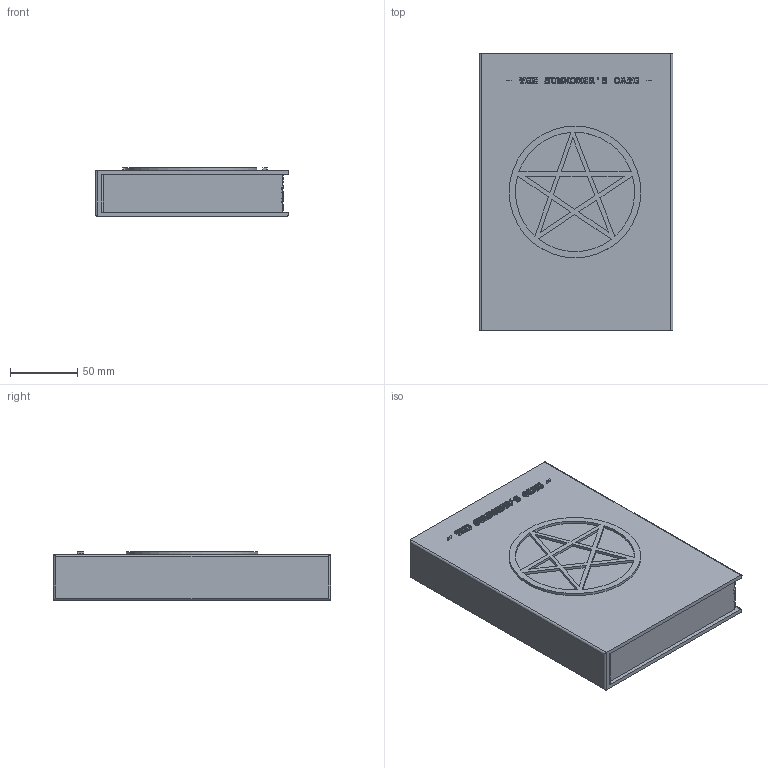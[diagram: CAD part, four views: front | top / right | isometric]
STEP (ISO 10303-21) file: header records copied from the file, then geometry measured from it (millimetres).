
FILE_DESCRIPTION(/* description */ ('STEP AP242','CAx-IF Rec.Pracs.---Representation and Presentation of Product Manufacturing Information (PMI)---4.0---2014-10-13','CAx-IF Rec.Pracs.---3D Tessellated Geometry---0.4---2014-09-14','2;1'),/* implementation_level */ '2;1');
FILE_NAME(/* name */ '68ea1b93e4bcf3f543d72c4c',/* time_stamp */ '2025-10-11T08:55:49Z',/* author */ (''),/* organization */ (''),/* preprocessor_version */ 'ST-DEVELOPER v20',/* originating_system */ 'ONSHAPE BY PTC INC, 1.205',/* authorisation */ ' ');
FILE_SCHEMA (('AP242_MANAGED_MODEL_BASED_3D_ENGINEERING_MIM_LF { 1 0 10303 442 1 1 4 }'));
Length unit declared in the file: metre
Products named in the file (1): Part 3
Bounding box: 143.69 x 205.52 x 36 mm (x, y, z)
Volume: 960631.9 mm3; surface area: 96420.1 mm2
Topology: 1 solids, 1 shells, 903 faces, 2594 edges, 1728 vertices
Faces by surface type: bspline 440, plane 394, cylinder 69
Full cylindrical faces by diameter (mm): 97.73 x1
Entity records: 30827 total; most frequent: CARTESIAN_POINT 10065, ORIENTED_EDGE 5186, DIRECTION 2775, EDGE_CURVE 2593, VERTEX_POINT 1728, LINE 1579, VECTOR 1579, EDGE_LOOP 939
